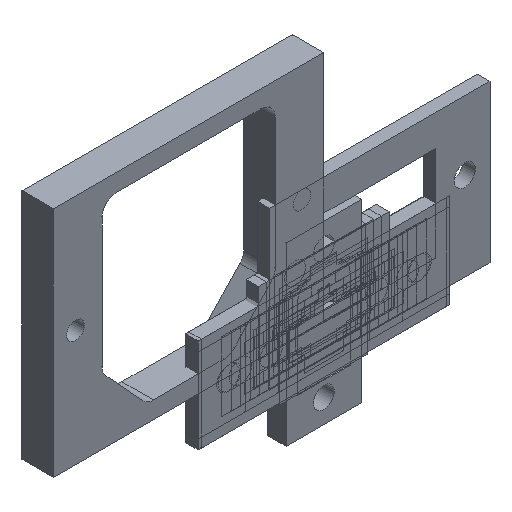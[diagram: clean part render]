
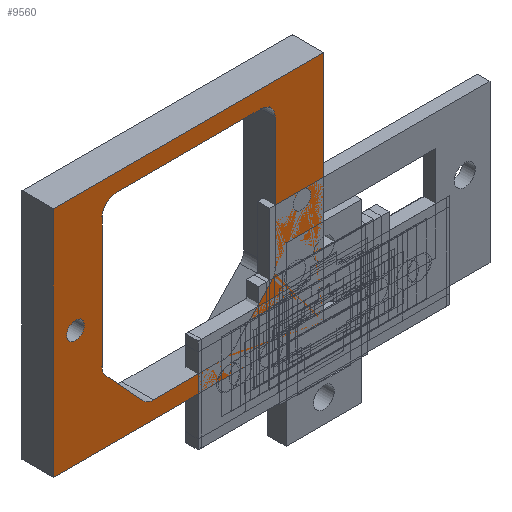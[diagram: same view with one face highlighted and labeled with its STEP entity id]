
A CAD part, isometric view. The second image highlights one B-rep face of the part: STEP entity #9560.
In plain terms, the highlighted planar face has unit normal (0, -1, 0).
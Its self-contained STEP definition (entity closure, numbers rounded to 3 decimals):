
#55=CIRCLE('',#10415,2.25);
#57=CIRCLE('',#10419,2.25);
#59=CIRCLE('',#10423,2.25);
#61=CIRCLE('',#10427,2.25);
#63=CIRCLE('',#10431,2.25);
#65=CIRCLE('',#10435,2.25);
#68=CIRCLE('',#10439,1.4);
#70=CIRCLE('',#10442,1.4);
#388=FACE_BOUND('',#1402,.T.);
#389=FACE_BOUND('',#1403,.T.);
#390=FACE_BOUND('',#1404,.T.);
#850=FACE_OUTER_BOUND('',#1401,.T.);
#1401=EDGE_LOOP('',(#8515,#8516,#8517,#8518));
#1402=EDGE_LOOP('',(#8519));
#1403=EDGE_LOOP('',(#8520));
#1404=EDGE_LOOP('',(#8521,#8522,#8523,#8524,#8525,#8526,#8527,#8528,#8529,
#8530,#8531,#8532));
#2567=LINE('',#15381,#3803);
#2572=LINE('',#15395,#3808);
#2576=LINE('',#15407,#3812);
#2580=LINE('',#15419,#3816);
#2584=LINE('',#15431,#3820);
#2588=LINE('',#15443,#3824);
#2593=LINE('',#15465,#3829);
#2597=LINE('',#15473,#3833);
#2600=LINE('',#15479,#3836);
#2603=LINE('',#15484,#3839);
#3803=VECTOR('',#12684,10.);
#3808=VECTOR('',#12697,10.);
#3812=VECTOR('',#12709,10.);
#3816=VECTOR('',#12721,10.);
#3820=VECTOR('',#12733,10.);
#3824=VECTOR('',#12745,10.);
#3829=VECTOR('',#12770,10.);
#3833=VECTOR('',#12776,10.);
#3836=VECTOR('',#12781,10.);
#3839=VECTOR('',#12786,10.);
#4689=VERTEX_POINT('',#15379);
#4690=VERTEX_POINT('',#15380);
#4693=VERTEX_POINT('',#15388);
#4695=VERTEX_POINT('',#15394);
#4697=VERTEX_POINT('',#15400);
#4699=VERTEX_POINT('',#15406);
#4701=VERTEX_POINT('',#15412);
#4703=VERTEX_POINT('',#15418);
#4705=VERTEX_POINT('',#15424);
#4707=VERTEX_POINT('',#15430);
#4709=VERTEX_POINT('',#15436);
#4711=VERTEX_POINT('',#15442);
#4714=VERTEX_POINT('',#15453);
#4716=VERTEX_POINT('',#15459);
#4717=VERTEX_POINT('',#15463);
#4718=VERTEX_POINT('',#15464);
#4721=VERTEX_POINT('',#15472);
#4723=VERTEX_POINT('',#15478);
#5947=EDGE_CURVE('',#4689,#4690,#2567,.T.);
#5951=EDGE_CURVE('',#4693,#4689,#55,.T.);
#5954=EDGE_CURVE('',#4695,#4693,#2572,.T.);
#5957=EDGE_CURVE('',#4697,#4695,#57,.T.);
#5960=EDGE_CURVE('',#4699,#4697,#2576,.T.);
#5963=EDGE_CURVE('',#4701,#4699,#59,.T.);
#5966=EDGE_CURVE('',#4703,#4701,#2580,.T.);
#5969=EDGE_CURVE('',#4705,#4703,#61,.T.);
#5972=EDGE_CURVE('',#4707,#4705,#2584,.T.);
#5975=EDGE_CURVE('',#4709,#4707,#63,.T.);
#5978=EDGE_CURVE('',#4711,#4709,#2588,.T.);
#5981=EDGE_CURVE('',#4690,#4711,#65,.T.);
#5985=EDGE_CURVE('',#4714,#4714,#68,.T.);
#5988=EDGE_CURVE('',#4716,#4716,#70,.T.);
#5989=EDGE_CURVE('',#4717,#4718,#2593,.T.);
#5993=EDGE_CURVE('',#4721,#4717,#2597,.T.);
#5996=EDGE_CURVE('',#4723,#4721,#2600,.T.);
#5999=EDGE_CURVE('',#4718,#4723,#2603,.T.);
#8515=ORIENTED_EDGE('',*,*,#5999,.F.);
#8516=ORIENTED_EDGE('',*,*,#5989,.F.);
#8517=ORIENTED_EDGE('',*,*,#5993,.F.);
#8518=ORIENTED_EDGE('',*,*,#5996,.F.);
#8519=ORIENTED_EDGE('',*,*,#5988,.F.);
#8520=ORIENTED_EDGE('',*,*,#5985,.F.);
#8521=ORIENTED_EDGE('',*,*,#5981,.F.);
#8522=ORIENTED_EDGE('',*,*,#5947,.F.);
#8523=ORIENTED_EDGE('',*,*,#5951,.F.);
#8524=ORIENTED_EDGE('',*,*,#5954,.F.);
#8525=ORIENTED_EDGE('',*,*,#5957,.F.);
#8526=ORIENTED_EDGE('',*,*,#5960,.F.);
#8527=ORIENTED_EDGE('',*,*,#5963,.F.);
#8528=ORIENTED_EDGE('',*,*,#5966,.F.);
#8529=ORIENTED_EDGE('',*,*,#5969,.F.);
#8530=ORIENTED_EDGE('',*,*,#5972,.F.);
#8531=ORIENTED_EDGE('',*,*,#5975,.F.);
#8532=ORIENTED_EDGE('',*,*,#5978,.F.);
#9080=PLANE('',#10448);
#9560=ADVANCED_FACE('',(#850,#388,#389,#390),#9080,.F.);
#10415=AXIS2_PLACEMENT_3D('',#15389,#12690,#12691);
#10419=AXIS2_PLACEMENT_3D('',#15401,#12702,#12703);
#10423=AXIS2_PLACEMENT_3D('',#15413,#12714,#12715);
#10427=AXIS2_PLACEMENT_3D('',#15425,#12726,#12727);
#10431=AXIS2_PLACEMENT_3D('',#15437,#12738,#12739);
#10435=AXIS2_PLACEMENT_3D('',#15448,#12750,#12751);
#10439=AXIS2_PLACEMENT_3D('',#15455,#12759,#12760);
#10442=AXIS2_PLACEMENT_3D('',#15461,#12766,#12767);
#10448=AXIS2_PLACEMENT_3D('',#15487,#12790,#12791);
#12684=DIRECTION('',(0.688,0.,0.726));
#12690=DIRECTION('center_axis',(0.,-1.,0.));
#12691=DIRECTION('ref_axis',(0.726,0.,-0.688));
#12697=DIRECTION('',(1.,0.,0.));
#12702=DIRECTION('center_axis',(0.,-1.,0.));
#12703=DIRECTION('ref_axis',(0.,0.,-1.));
#12709=DIRECTION('',(0.678,0.,-0.735));
#12714=DIRECTION('center_axis',(0.,-1.,0.));
#12715=DIRECTION('ref_axis',(-0.735,0.,-0.678));
#12721=DIRECTION('',(0.,0.,-1.));
#12726=DIRECTION('center_axis',(0.,-1.,0.));
#12727=DIRECTION('ref_axis',(-1.,0.,0.));
#12733=DIRECTION('',(-1.,0.,0.));
#12738=DIRECTION('center_axis',(0.,-1.,0.));
#12739=DIRECTION('ref_axis',(0.,0.,1.));
#12745=DIRECTION('',(0.,0.,1.));
#12750=DIRECTION('center_axis',(0.,-1.,0.));
#12751=DIRECTION('ref_axis',(1.,0.,0.));
#12759=DIRECTION('center_axis',(0.,-1.,0.));
#12760=DIRECTION('ref_axis',(1.,0.,0.));
#12766=DIRECTION('center_axis',(0.,-1.,0.));
#12767=DIRECTION('ref_axis',(1.,0.,0.));
#12770=DIRECTION('',(1.,0.,0.));
#12776=DIRECTION('',(0.,0.,1.));
#12781=DIRECTION('',(-1.,0.,0.));
#12786=DIRECTION('',(0.,0.,-1.));
#12790=DIRECTION('center_axis',(0.,1.,0.));
#12791=DIRECTION('ref_axis',(1.,0.,0.));
#15379=CARTESIAN_POINT('',(-14.246,0.,3.653));
#15380=CARTESIAN_POINT('',(-8.366,0.,9.863));
#15381=CARTESIAN_POINT('',(-8.366,0.,9.863));
#15388=CARTESIAN_POINT('',(-15.88,0.,2.95));
#15389=CARTESIAN_POINT('Origin',(-15.88,0.,5.2));
#15394=CARTESIAN_POINT('',(-27.12,0.,2.95));
#15395=CARTESIAN_POINT('',(-27.12,0.,2.95));
#15400=CARTESIAN_POINT('',(-28.774,0.,3.675));
#15401=CARTESIAN_POINT('Origin',(-27.12,0.,5.2));
#15406=CARTESIAN_POINT('',(-34.654,0.,10.049));
#15407=CARTESIAN_POINT('',(-28.774,0.,3.675));
#15412=CARTESIAN_POINT('',(-35.25,0.,11.575));
#15413=CARTESIAN_POINT('Origin',(-33.,0.,11.575));
#15418=CARTESIAN_POINT('',(-35.25,0.,32.2));
#15419=CARTESIAN_POINT('',(-35.25,0.,32.2));
#15424=CARTESIAN_POINT('',(-33.,0.,34.45));
#15425=CARTESIAN_POINT('Origin',(-33.,0.,32.2));
#15430=CARTESIAN_POINT('',(-10.,0.,34.45));
#15431=CARTESIAN_POINT('',(-10.,0.,34.45));
#15436=CARTESIAN_POINT('',(-7.75,0.,32.2));
#15437=CARTESIAN_POINT('Origin',(-10.,0.,32.2));
#15442=CARTESIAN_POINT('',(-7.75,0.,11.41));
#15443=CARTESIAN_POINT('',(-7.75,0.,11.41));
#15448=CARTESIAN_POINT('Origin',(-10.,0.,11.41));
#15453=CARTESIAN_POINT('',(-40.9,0.,18.7));
#15455=CARTESIAN_POINT('Origin',(-39.5,0.,18.7));
#15459=CARTESIAN_POINT('',(-4.9,0.,18.7));
#15461=CARTESIAN_POINT('Origin',(-3.5,0.,18.7));
#15463=CARTESIAN_POINT('',(-43.,0.,37.2));
#15464=CARTESIAN_POINT('',(0.,0.,37.2));
#15465=CARTESIAN_POINT('',(-43.,0.,37.2));
#15472=CARTESIAN_POINT('',(-43.,0.,0.2));
#15473=CARTESIAN_POINT('',(-43.,0.,0.2));
#15478=CARTESIAN_POINT('',(0.,0.,0.2));
#15479=CARTESIAN_POINT('',(0.,0.,0.2));
#15484=CARTESIAN_POINT('',(0.,0.,37.2));
#15487=CARTESIAN_POINT('Origin',(-21.5,0.,18.7));
